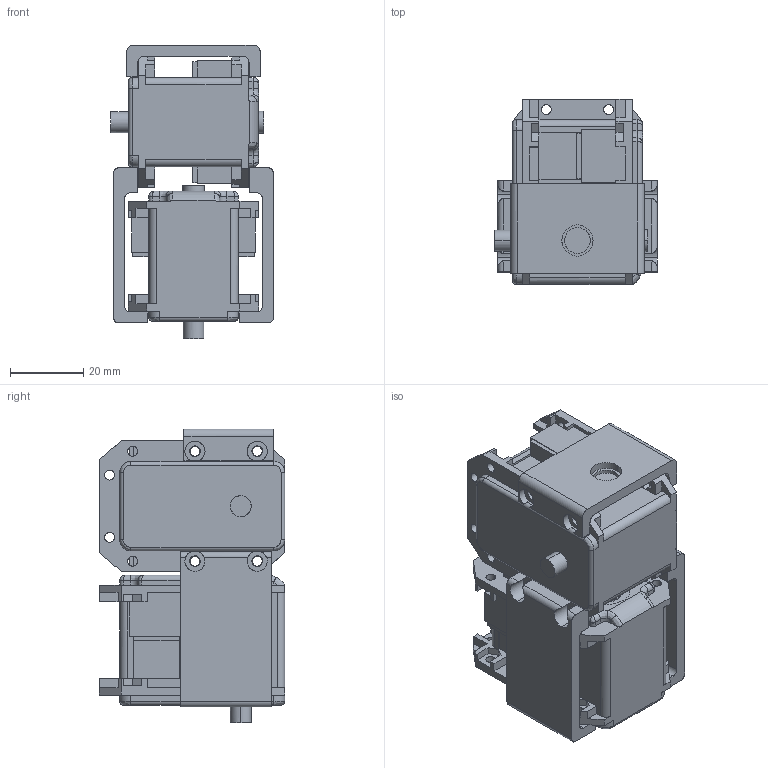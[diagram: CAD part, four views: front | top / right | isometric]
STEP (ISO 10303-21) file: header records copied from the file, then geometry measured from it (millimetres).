
FILE_DESCRIPTION (( 'STEP AP203' ), '1' );
FILE_NAME ('perna1_Valor predeterminado_sldprt.STEP', '2022-10-09T14:49:20', ( '' ), ( '' ), 'SwSTEP 2.0', 'SolidWorks 2022', '' );
FILE_SCHEMA (( 'CONFIG_CONTROL_DESIGN' ));
Length unit declared in the file: millimetre
Products named in the file (1): perna1_Valor predeterminado_sldprt
Bounding box: 44.4 x 50.6 x 80.2 mm (x, y, z)
Volume: 97460.9 mm3; surface area: 30985.6 mm2
Topology: 5 solids, 5 shells, 779 faces, 2126 edges, 1368 vertices
Faces by surface type: plane 525, cylinder 214, bspline 40
Entity records: 32879 total; most frequent: CARTESIAN_POINT 17449, ORIENTED_EDGE 4252, EDGE_CURVE 2126, B_SPLINE_CURVE_WITH_KNOTS 2097, DIRECTION 1480, VERTEX_POINT 1368, EDGE_LOOP 880, ADVANCED_FACE 779
